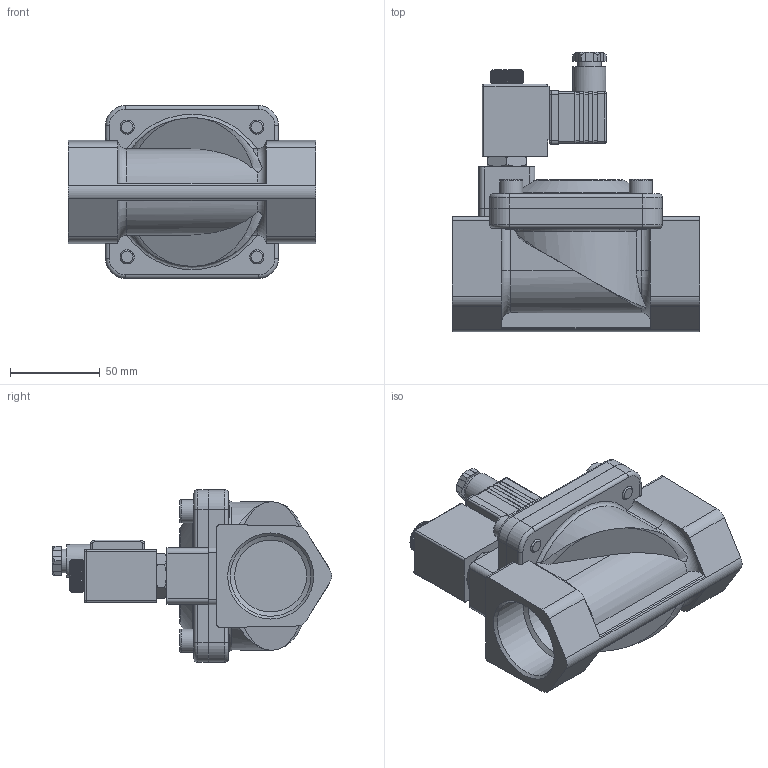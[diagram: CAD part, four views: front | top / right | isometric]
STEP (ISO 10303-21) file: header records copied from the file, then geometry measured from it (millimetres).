
FILE_DESCRIPTION((''),'2;1');
FILE_NAME('MS2A40P040F230.50stp.stp','2022-01-20T15:58:56',('RL'),(''),'Autodesk Inventor 2012','Autodesk Inventor 2012','');
FILE_SCHEMA(('AUTOMOTIVE_DESIGN { 1 0 10303 214 1 1 1 1 }'));
Length unit declared in the file: millimetre
Products named in the file (3): MS2A40P040F230/50; MS2A40F040F23050; GDB09
Assembly tree (2 placements, depth 2):
  MS2A40P040F230/50
    MS2A40F040F23050
    GDB09
Bounding box: 137.5 x 155.29 x 96 mm (x, y, z)
Volume: 516698.5 mm3; surface area: 84729.8 mm2
Topology: 3 solids, 3 shells, 677 faces, 1804 edges, 1171 vertices
Faces by surface type: plane 473, cylinder 142, cone 26, torus 24, sphere 6, bspline 6
Full cylindrical faces by diameter (mm): 1.7 x3, 2.459 x1, 5 x1, 6 x1, 7.1 x1, 8 x4, 11 x1, 11.917 x1, 13 x4, 13.2 x1, 16 x1, 18 x1, 18.3 x1, 21.8 x1, 23.1 x1, 40 x2, 44.845 x2
Entity records: 21582 total; most frequent: CARTESIAN_POINT 5131, ORIENTED_EDGE 3504, DIRECTION 3010, EDGE_CURVE 1752, VERTEX_POINT 1166, AXIS2_PLACEMENT_3D 1030, VECTOR 950, LINE 950
